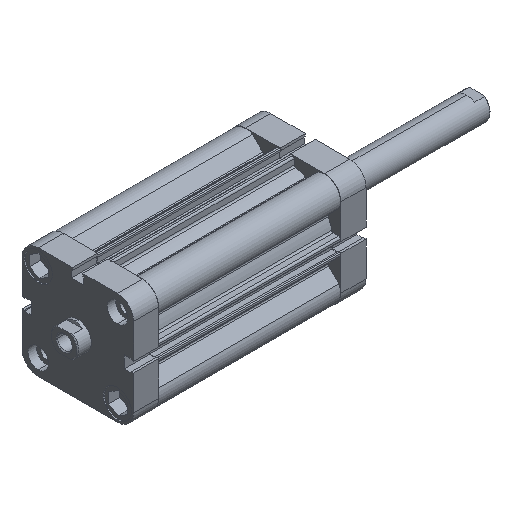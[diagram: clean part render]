
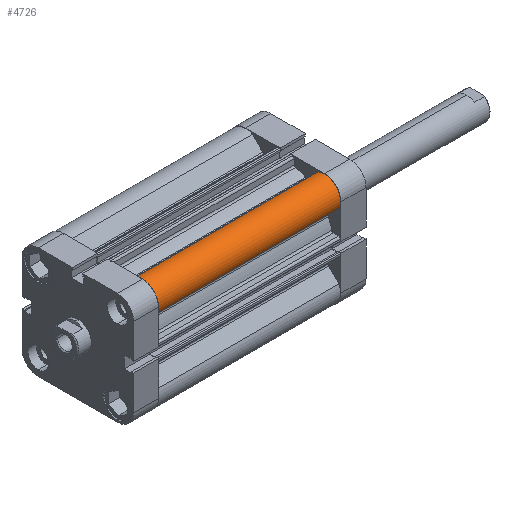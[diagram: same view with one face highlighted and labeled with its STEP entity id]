
A CAD part, isometric view. The second image highlights one B-rep face of the part: STEP entity #4726.
In plain terms, the highlighted cylindrical face has radius 9.25 mm (diameter 18.5 mm), a partial arc.
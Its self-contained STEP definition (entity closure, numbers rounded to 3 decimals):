
#901 = CARTESIAN_POINT ( 'NONE',  ( 23.25, -23.25, 107. ) ) ;
#911 = DIRECTION ( 'NONE',  ( 0., 0., 1. ) ) ;
#912 = DIRECTION ( 'NONE',  ( -1., 0., 0. ) ) ;
#1107 = CARTESIAN_POINT ( 'NONE',  ( 23.25, -23.25, 0. ) ) ;
#1115 = DIRECTION ( 'NONE',  ( 0., 0., 1. ) ) ;
#1116 = DIRECTION ( 'NONE',  ( -1., 0., 0. ) ) ;
#1202 = EDGE_CURVE ( 'NONE', #6824, #6922, #5990, .T. ) ;
#1250 = EDGE_CURVE ( 'NONE', #6831, #6922, #6067, .T. ) ;
#1257 = EDGE_CURVE ( 'NONE', #6695, #6824, #6081, .T. ) ;
#1691 = EDGE_CURVE ( 'NONE', #6695, #6831, #2710, .T. ) ;
#1795 = AXIS2_PLACEMENT_3D ( 'NONE', #1107, #1115, #1116 ) ;
#1946 = AXIS2_PLACEMENT_3D ( 'NONE', #901, #911, #912 ) ;
#2123 = AXIS2_PLACEMENT_3D ( 'NONE', #3821, #3811, #3815 ) ;
#2710 = CIRCLE ( 'NONE', #1946, 9.25 ) ;
#3110 = CYLINDRICAL_SURFACE ( 'NONE', #2123, 9.25 ) ;
#3113 = FACE_OUTER_BOUND ( 'NONE', #5895, .T. ) ;
#3811 = DIRECTION ( 'NONE',  ( 0., 0., -1. ) ) ;
#3815 = DIRECTION ( 'NONE',  ( -1., 0., 0. ) ) ;
#3821 = CARTESIAN_POINT ( 'NONE',  ( 23.25, -23.25, 107. ) ) ;
#4347 = CARTESIAN_POINT ( 'NONE',  ( 19.184, -31.559, 107. ) ) ;
#4467 = CARTESIAN_POINT ( 'NONE',  ( 19.184, -31.559, 0. ) ) ;
#4473 = CARTESIAN_POINT ( 'NONE',  ( 31.559, -19.184, 107. ) ) ;
#4561 = CARTESIAN_POINT ( 'NONE',  ( 31.559, -19.184, 0. ) ) ;
#4726 = ADVANCED_FACE ( 'NONE', ( #3113 ), #3110, .T. ) ;
#5444 = ORIENTED_EDGE ( 'NONE', *, *, #1202, .T. ) ;
#5445 = ORIENTED_EDGE ( 'NONE', *, *, #1250, .F. ) ;
#5446 = ORIENTED_EDGE ( 'NONE', *, *, #1691, .F. ) ;
#5447 = ORIENTED_EDGE ( 'NONE', *, *, #1257, .T. ) ;
#5895 = EDGE_LOOP ( 'NONE', ( #5444, #5445, #5446, #5447 ) ) ;
#5990 = CIRCLE ( 'NONE', #1795, 9.25 ) ;
#6067 = LINE ( 'NONE', #7681, #6068 ) ;
#6068 = VECTOR ( 'NONE', #7682, 1000. ) ;
#6081 = LINE ( 'NONE', #7695, #6082 ) ;
#6082 = VECTOR ( 'NONE', #7696, 1000. ) ;
#6695 = VERTEX_POINT ( 'NONE', #4347 ) ;
#6824 = VERTEX_POINT ( 'NONE', #4467 ) ;
#6831 = VERTEX_POINT ( 'NONE', #4473 ) ;
#6922 = VERTEX_POINT ( 'NONE', #4561 ) ;
#7681 = CARTESIAN_POINT ( 'NONE',  ( 31.559, -19.184, 107. ) ) ;
#7682 = DIRECTION ( 'NONE',  ( 0., 0., -1. ) ) ;
#7695 = CARTESIAN_POINT ( 'NONE',  ( 19.184, -31.559, 107. ) ) ;
#7696 = DIRECTION ( 'NONE',  ( 0., 0., -1. ) ) ;
